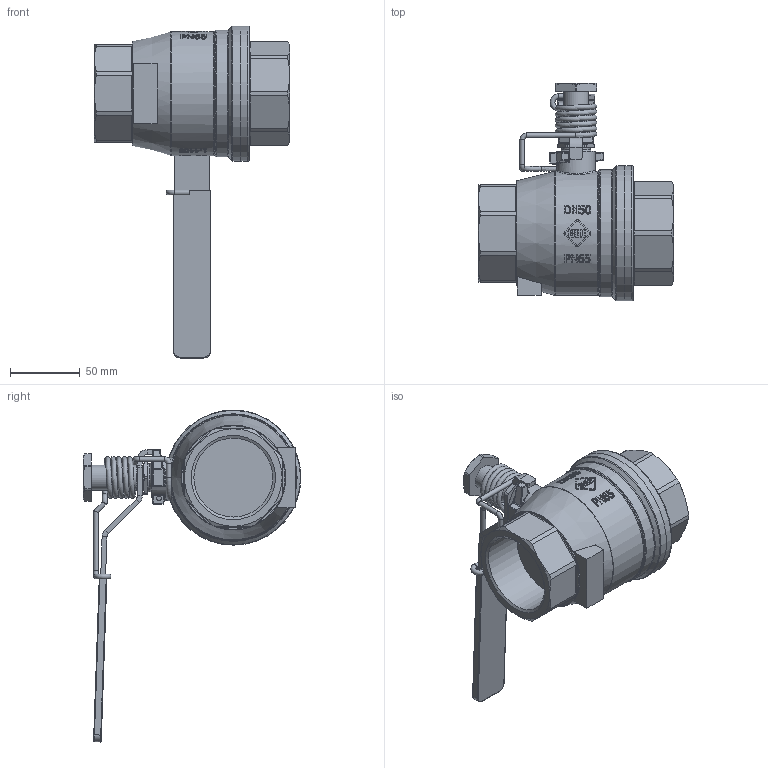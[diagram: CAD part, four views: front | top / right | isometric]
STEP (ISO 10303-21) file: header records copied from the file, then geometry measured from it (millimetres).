
FILE_DESCRIPTION(/* description */ (''),/* implementation_level */ '2;1');
FILE_NAME(/* name */ '842_842F_50.stp',/* time_stamp */ '2021-04-14T10:20:32+02:00',/* author */ ('sga-ext'),/* organization */ (''),/* preprocessor_version */ 'ST-DEVELOPER v18.1',/* originating_system */ 'Autodesk Inventor 2021',/* authorisation */ '');
FILE_SCHEMA (('AUTOMOTIVE_DESIGN { 1 0 10303 214 3 1 1 }'));
Length unit declared in the file: millimetre
Products named in the file (1): ENG-067849
Bounding box: 140 x 156.31 x 238.28 mm (x, y, z)
Volume: 655112.9 mm3; surface area: 87006.8 mm2
Topology: 1 solids, 3 shells, 916 faces, 2355 edges, 1512 vertices
Faces by surface type: plane 401, bspline 226, cylinder 207, cone 35, torus 29, sphere 18
Full cylindrical faces by diameter (mm): 3.5 x6, 14.95 x1, 18 x1, 20.3 x1, 28 x1, 56.656 x2, 89 x1, 91 x1, 97 x2
Entity records: 34677 total; most frequent: CARTESIAN_POINT 12760, ORIENTED_EDGE 4710, DIRECTION 3751, EDGE_CURVE 2355, VERTEX_POINT 1512, AXIS2_PLACEMENT_3D 1290, LINE 1171, VECTOR 1171
